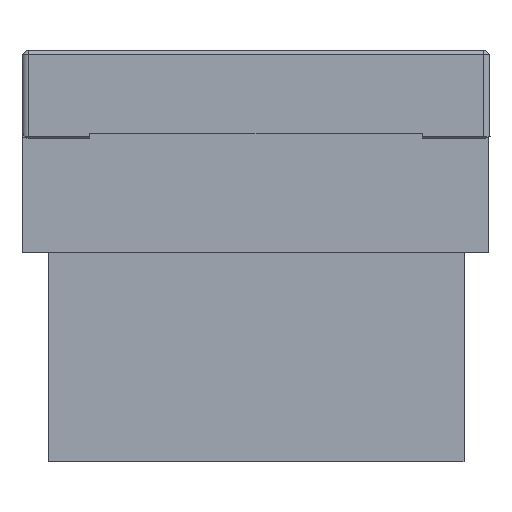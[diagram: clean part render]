
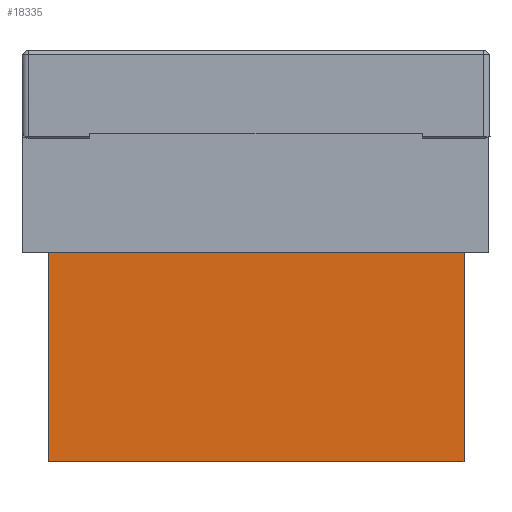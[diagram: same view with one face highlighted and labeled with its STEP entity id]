
A CAD part, left-side view. The second image highlights one B-rep face of the part: STEP entity #18335.
In plain terms, the highlighted planar face has unit normal (-1, 0, 0).
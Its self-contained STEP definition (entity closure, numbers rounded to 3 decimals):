
#146 = VECTOR ( 'NONE', #33836, 1000. ) ;
#439 = DIRECTION ( 'NONE',  ( 0., 0., -1. ) ) ;
#909 = CARTESIAN_POINT ( 'NONE',  ( -50.07, 29.695, 156.915 ) ) ;
#2481 = CARTESIAN_POINT ( 'NONE',  ( -50.07, 29.015, 20.9 ) ) ;
#4905 = EDGE_CURVE ( 'NONE', #31618, #29470, #12807, .T. ) ;
#6034 = DIRECTION ( 'NONE',  ( 0., 1., 0. ) ) ;
#6454 = ORIENTED_EDGE ( 'NONE', *, *, #19407, .T. ) ;
#7014 = VERTEX_POINT ( 'NONE', #42537 ) ;
#7663 = LINE ( 'NONE', #909, #146 ) ;
#7744 = DIRECTION ( 'NONE',  ( -1., 0., 0. ) ) ;
#8113 = CARTESIAN_POINT ( 'NONE',  ( -50.07, -10.305, 20.9 ) ) ;
#9395 = VECTOR ( 'NONE', #6034, 1000. ) ;
#11002 = DIRECTION ( 'NONE',  ( 0., 0., 1. ) ) ;
#11708 = ORIENTED_EDGE ( 'NONE', *, *, #21867, .F. ) ;
#12365 = EDGE_LOOP ( 'NONE', ( #11708, #6454, #36474, #30199 ) ) ;
#12424 = VECTOR ( 'NONE', #439, 1000. ) ;
#12493 = LINE ( 'NONE', #2481, #15740 ) ;
#12807 = LINE ( 'NONE', #19493, #12424 ) ;
#15740 = VECTOR ( 'NONE', #22431, 1000. ) ;
#17464 = CARTESIAN_POINT ( 'NONE',  ( -50.07, 0.579, 9.729 ) ) ;
#18335 = ADVANCED_FACE ( 'NONE', ( #20935 ), #27446, .T. ) ;
#19407 = EDGE_CURVE ( 'NONE', #7014, #27315, #7663, .T. ) ;
#19493 = CARTESIAN_POINT ( 'NONE',  ( -50.07, -10.305, 156.915 ) ) ;
#20935 = FACE_OUTER_BOUND ( 'NONE', #12365, .T. ) ;
#21867 = EDGE_CURVE ( 'NONE', #7014, #31618, #12493, .T. ) ;
#22431 = DIRECTION ( 'NONE',  ( 0., -1., 0. ) ) ;
#22490 = CARTESIAN_POINT ( 'NONE',  ( -50.07, 19.391, 0.4 ) ) ;
#25746 = LINE ( 'NONE', #22490, #9395 ) ;
#27315 = VERTEX_POINT ( 'NONE', #37131 ) ;
#27446 = PLANE ( 'NONE',  #29142 ) ;
#29142 = AXIS2_PLACEMENT_3D ( 'NONE', #17464, #7744, #11002 ) ;
#29470 = VERTEX_POINT ( 'NONE', #30376 ) ;
#30199 = ORIENTED_EDGE ( 'NONE', *, *, #4905, .F. ) ;
#30376 = CARTESIAN_POINT ( 'NONE',  ( -50.07, -10.305, 0.4 ) ) ;
#31618 = VERTEX_POINT ( 'NONE', #8113 ) ;
#33626 = EDGE_CURVE ( 'NONE', #29470, #27315, #25746, .T. ) ;
#33836 = DIRECTION ( 'NONE',  ( 0., 0., -1. ) ) ;
#36474 = ORIENTED_EDGE ( 'NONE', *, *, #33626, .F. ) ;
#37131 = CARTESIAN_POINT ( 'NONE',  ( -50.07, 29.695, 0.4 ) ) ;
#42537 = CARTESIAN_POINT ( 'NONE',  ( -50.07, 29.695, 20.9 ) ) ;
